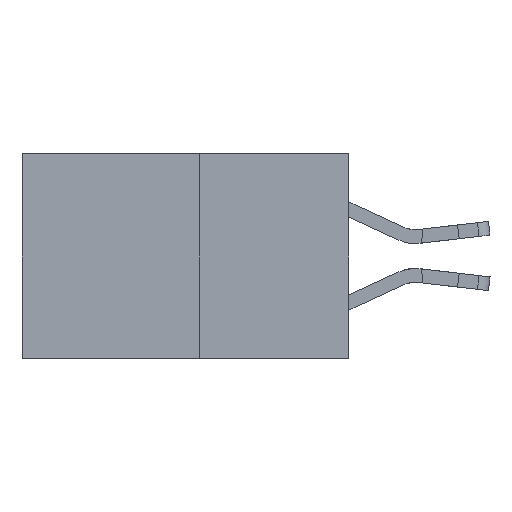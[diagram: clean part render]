
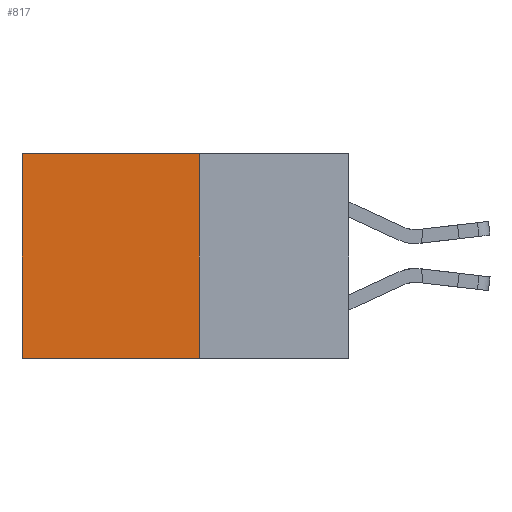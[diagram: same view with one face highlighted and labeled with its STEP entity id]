
A CAD part, left-side view. The second image highlights one B-rep face of the part: STEP entity #817.
In plain terms, the highlighted planar face has unit normal (-1, 0, 0).
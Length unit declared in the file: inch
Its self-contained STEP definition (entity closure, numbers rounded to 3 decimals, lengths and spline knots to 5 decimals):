
#207 = CARTESIAN_POINT ( 'NONE',  ( 0.277, 0.59, -0.37 ) ) ;
#776 = DIRECTION ( 'NONE',  ( 0., 0., -1. ) ) ;
#817 = ADVANCED_FACE ( 'NONE', ( #16483 ), #6428, .F. ) ;
#983 = VERTEX_POINT ( 'NONE', #9006 ) ;
#1020 = DIRECTION ( 'NONE',  ( 1., 0., 0. ) ) ;
#1338 = VERTEX_POINT ( 'NONE', #4792 ) ;
#1532 = EDGE_CURVE ( 'NONE', #1338, #983, #12434, .T. ) ;
#1576 = EDGE_LOOP ( 'NONE', ( #15381, #2853, #6749, #5974 ) ) ;
#1696 = CARTESIAN_POINT ( 'NONE',  ( 0.277, 0.27, -0.37 ) ) ;
#2141 = DIRECTION ( 'NONE',  ( 0., 0., -1. ) ) ;
#2683 = CARTESIAN_POINT ( 'NONE',  ( 0.277, 0.27, -0.37 ) ) ;
#2853 = ORIENTED_EDGE ( 'NONE', *, *, #10591, .F. ) ;
#3828 = VECTOR ( 'NONE', #2141, 39.37008 ) ;
#4373 = VECTOR ( 'NONE', #776, 39.37008 ) ;
#4792 = CARTESIAN_POINT ( 'NONE',  ( 0.277, 0.27, 0. ) ) ;
#5974 = ORIENTED_EDGE ( 'NONE', *, *, #1532, .T. ) ;
#6428 = PLANE ( 'NONE',  #15715 ) ;
#6723 = EDGE_CURVE ( 'NONE', #983, #15699, #18435, .T. ) ;
#6749 = ORIENTED_EDGE ( 'NONE', *, *, #7648, .F. ) ;
#7437 = CARTESIAN_POINT ( 'NONE',  ( 0.277, 0.27, -0.37 ) ) ;
#7648 = EDGE_CURVE ( 'NONE', #1338, #22143, #18953, .T. ) ;
#7665 = VECTOR ( 'NONE', #20017, 39.37008 ) ;
#9006 = CARTESIAN_POINT ( 'NONE',  ( 0.277, 0.59, 0. ) ) ;
#10591 = EDGE_CURVE ( 'NONE', #22143, #15699, #17418, .T. ) ;
#11344 = DIRECTION ( 'NONE',  ( 0., 1., 0. ) ) ;
#11803 = CARTESIAN_POINT ( 'NONE',  ( 0.277, 0.27, -0.37 ) ) ;
#12434 = LINE ( 'NONE', #15278, #17299 ) ;
#15278 = CARTESIAN_POINT ( 'NONE',  ( 0.277, 0.27, 0. ) ) ;
#15381 = ORIENTED_EDGE ( 'NONE', *, *, #6723, .T. ) ;
#15699 = VERTEX_POINT ( 'NONE', #19827 ) ;
#15715 = AXIS2_PLACEMENT_3D ( 'NONE', #11803, #1020, #22081 ) ;
#16483 = FACE_OUTER_BOUND ( 'NONE', #1576, .T. ) ;
#17299 = VECTOR ( 'NONE', #11344, 39.37008 ) ;
#17418 = LINE ( 'NONE', #1696, #7665 ) ;
#18435 = LINE ( 'NONE', #207, #3828 ) ;
#18953 = LINE ( 'NONE', #2683, #4373 ) ;
#19827 = CARTESIAN_POINT ( 'NONE',  ( 0.277, 0.59, -0.37 ) ) ;
#20017 = DIRECTION ( 'NONE',  ( 0., 1., 0. ) ) ;
#22081 = DIRECTION ( 'NONE',  ( 0., 0., -1. ) ) ;
#22143 = VERTEX_POINT ( 'NONE', #7437 ) ;
